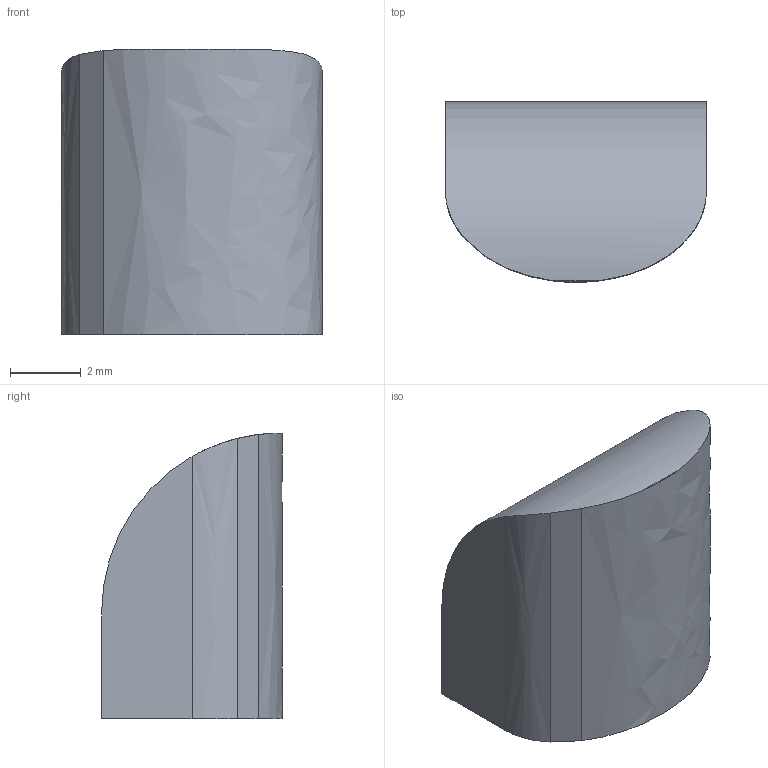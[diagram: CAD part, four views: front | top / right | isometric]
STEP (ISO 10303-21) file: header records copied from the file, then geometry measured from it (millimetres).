
FILE_DESCRIPTION(/* description */ (''),/* implementation_level */ '2;1');
FILE_NAME(/* name */ '5fd18d413404fa1517db334b',/* time_stamp */ '2020-12-10T02:51:46+00:00',/* author */ (''),/* organization */ (''),/* preprocessor_version */ 'ST-DEVELOPER v16.7',/* originating_system */ $,/* authorisation */ $);
FILE_SCHEMA (('AUTOMOTIVE_DESIGN {1 0 10303 214 3 1 1}'));
Length unit declared in the file: metre
Products named in the file (1): ledfrontalder
Bounding box: 7.4 x 5.12 x 8.1 mm (x, y, z)
Volume: 233.2 mm3; surface area: 222 mm2
Topology: 1 solids, 1 shells, 9 faces, 21 edges, 14 vertices
Faces by surface type: plane 5, bspline 3, cylinder 1
Entity records: 353 total; most frequent: CARTESIAN_POINT 90, ORIENTED_EDGE 42, DIRECTION 35, EDGE_CURVE 21, VERTEX_POINT 14, AXIS2_PLACEMENT_3D 12, LINE 11, VECTOR 11
